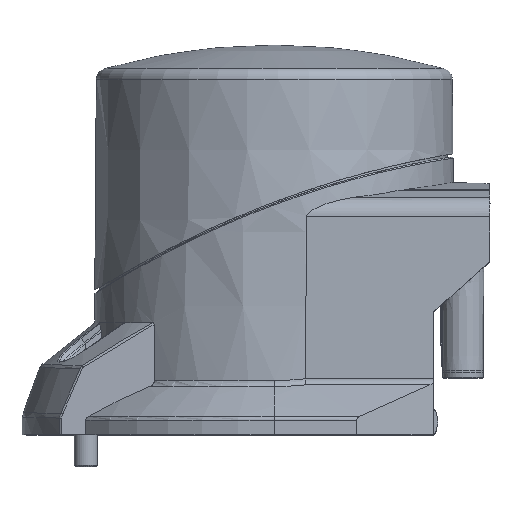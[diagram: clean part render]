
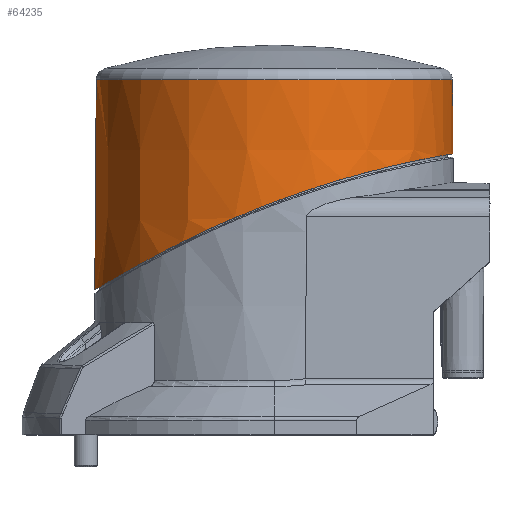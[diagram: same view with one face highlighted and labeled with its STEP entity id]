
A CAD part, top view. The second image highlights one B-rep face of the part: STEP entity #64235.
In plain terms, the highlighted conical face has half-angle 0.409 degrees and reference radius 37.922 mm.
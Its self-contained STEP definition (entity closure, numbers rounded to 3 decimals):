
#17341=DIRECTION('',(0.007,-1.,0.));
#17342=VECTOR('',#17341,15.666);
#17343=CARTESIAN_POINT('',(-27.647,75.286,
-0.871));
#17344=LINE('',#17343,#17342);
#17345=CARTESIAN_POINT('',(-27.535,59.621,
-0.874));
#17346=CARTESIAN_POINT('',(-27.519,59.621,
-0.185));
#17347=CARTESIAN_POINT('',(-27.525,59.614,
1.193));
#17348=CARTESIAN_POINT('',(-27.646,59.587,3.259));
#17349=CARTESIAN_POINT('',(-27.879,59.542,
5.311));
#17350=CARTESIAN_POINT('',(-28.225,59.477,
7.35));
#17351=CARTESIAN_POINT('',(-28.68,59.394,
9.364));
#17352=CARTESIAN_POINT('',(-29.243,59.291,
11.35));
#17353=CARTESIAN_POINT('',(-29.914,59.167,
13.303));
#17354=CARTESIAN_POINT('',(-30.689,59.022,
15.213));
#17355=CARTESIAN_POINT('',(-31.567,58.855,
17.079));
#17356=CARTESIAN_POINT('',(-32.543,58.666,
18.892));
#17357=CARTESIAN_POINT('',(-33.615,58.452,
20.647));
#17358=CARTESIAN_POINT('',(-34.78,58.214,
22.34));
#17359=CARTESIAN_POINT('',(-36.032,57.95,
23.966));
#17360=CARTESIAN_POINT('',(-37.369,57.659,
25.519));
#17361=CARTESIAN_POINT('',(-38.787,57.341,
26.998));
#17362=CARTESIAN_POINT('',(-40.283,56.993,
28.399));
#17363=CARTESIAN_POINT('',(-41.854,56.616,
29.718));
#17364=CARTESIAN_POINT('',(-43.495,56.207,
30.951));
#17365=CARTESIAN_POINT('',(-45.204,55.767,
32.096));
#17366=CARTESIAN_POINT('',(-46.974,55.294,
33.148));
#17367=CARTESIAN_POINT('',(-48.799,54.788,
34.102));
#17368=CARTESIAN_POINT('',(-50.677,54.249,
34.958));
#17369=CARTESIAN_POINT('',(-52.601,53.676,
35.712));
#17370=CARTESIAN_POINT('',(-54.569,53.069,
36.362));
#17371=CARTESIAN_POINT('',(-56.576,52.428,
36.905));
#17372=CARTESIAN_POINT('',(-58.62,51.752,
37.34));
#17373=CARTESIAN_POINT('',(-60.694,51.041,
37.663));
#17374=CARTESIAN_POINT('',(-62.792,50.297,
37.872));
#17375=CARTESIAN_POINT('',(-64.911,49.519,
37.964));
#17376=CARTESIAN_POINT('',(-67.04,48.712,
37.938));
#17377=CARTESIAN_POINT('',(-69.173,47.876,
37.791));
#17378=CARTESIAN_POINT('',(-71.304,47.014,
37.524));
#17379=CARTESIAN_POINT('',(-73.426,46.128,
37.135));
#17380=CARTESIAN_POINT('',(-75.53,45.223,
36.623));
#17381=CARTESIAN_POINT('',(-77.607,44.303,
35.992));
#17382=CARTESIAN_POINT('',(-79.65,43.372,
35.24));
#17383=CARTESIAN_POINT('',(-81.65,42.435,
34.371));
#17384=CARTESIAN_POINT('',(-83.593,41.501,
33.391));
#17385=CARTESIAN_POINT('',(-85.476,40.574,
32.302));
#17386=CARTESIAN_POINT('',(-87.286,39.66,
31.111));
#17387=CARTESIAN_POINT('',(-89.016,38.769,
29.827));
#17388=CARTESIAN_POINT('',(-90.659,37.904,
28.457));
#17389=CARTESIAN_POINT('',(-92.209,37.072,
27.009));
#17390=CARTESIAN_POINT('',(-93.663,36.279,
25.492));
#17391=CARTESIAN_POINT('',(-95.017,35.529,
23.914));
#17392=CARTESIAN_POINT('',(-96.269,34.825,
22.281));
#17393=CARTESIAN_POINT('',(-97.418,34.173,
20.605));
#17394=CARTESIAN_POINT('',(-98.459,33.575,
18.896));
#17395=CARTESIAN_POINT('',(-99.397,33.033,
17.159));
#17396=CARTESIAN_POINT('',(-100.233,32.548,
15.4));
#17397=CARTESIAN_POINT('',(-100.968,32.119,
13.622));
#17398=CARTESIAN_POINT('',(-101.607,31.748,
11.828));
#17399=CARTESIAN_POINT('',(-102.15,31.434,
10.021));
#17400=CARTESIAN_POINT('',(-102.6,31.177,
8.204));
#17401=CARTESIAN_POINT('',(-102.957,30.978,
6.379));
#17402=CARTESIAN_POINT('',(-103.223,30.835,
4.548));
#17403=CARTESIAN_POINT('',(-103.4,30.75,
2.713));
#17404=CARTESIAN_POINT('',(-103.457,30.731,
1.49));
#17405=CARTESIAN_POINT('',(-103.471,30.731,
0.879));
#17407=CARTESIAN_POINT('',(-65.4,75.286,0.));
#17408=DIRECTION('',(0.,-1.,0.));
#17409=DIRECTION('',(1.,0.,-0.023));
#17410=AXIS2_PLACEMENT_3D('',#17407,#17408,#17409);
#17447=DIRECTION('',(-0.007,-1.,0.));
#17448=VECTOR('',#17447,44.556);
#17449=CARTESIAN_POINT('',(-103.153,75.286,
0.871));
#17450=LINE('',#17449,#17448);
#17511=CARTESIAN_POINT('',(-27.535,59.621,
-0.874));
#35449=CARTESIAN_POINT('',(-27.647,75.286,
-0.871));
#35450=VERTEX_POINT('',#35449);
#35451=CARTESIAN_POINT('',(-103.153,75.286,
0.871));
#35452=VERTEX_POINT('',#35451);
#35453=CARTESIAN_POINT('',(-103.471,30.731,
0.879));
#35454=VERTEX_POINT('',#35453);
#35455=VERTEX_POINT('',#17511);
#64221=CARTESIAN_POINT('',(-65.4,53.009,0.));
#64222=DIRECTION('',(0.,-1.,0.));
#64223=DIRECTION('',(-1.,0.,0.023));
#64224=AXIS2_PLACEMENT_3D('',#64221,#64222,#64223);
#64225=CONICAL_SURFACE('',#64224,37.922,0.409);
#64227=ORIENTED_EDGE('',*,*,#64226,.F.);
#64229=ORIENTED_EDGE('',*,*,#64228,.T.);
#64230=ORIENTED_EDGE('',*,*,#64187,.T.);
#64232=ORIENTED_EDGE('',*,*,#64231,.F.);
#64233=EDGE_LOOP('',(#64227,#64229,#64230,#64232));
#64234=FACE_OUTER_BOUND('',#64233,.F.);
#64235=ADVANCED_FACE('',(#64234),#64225,.T.);
#17406=B_SPLINE_CURVE_WITH_KNOTS('',3,(#17345,#17346,#17347,#17348,#17349,
#17350,#17351,#17352,#17353,#17354,#17355,#17356,#17357,#17358,#17359,#17360,
#17361,#17362,#17363,#17364,#17365,#17366,#17367,#17368,#17369,#17370,#17371,
#17372,#17373,#17374,#17375,#17376,#17377,#17378,#17379,#17380,#17381,#17382,
#17383,#17384,#17385,#17386,#17387,#17388,#17389,#17390,#17391,#17392,#17393,
#17394,#17395,#17396,#17397,#17398,#17399,#17400,#17401,#17402,#17403,#17404,
#17405),.UNSPECIFIED.,.F.,.F.,(4,1,1,1,1,1,1,1,1,1,1,1,1,1,1,1,1,1,1,1,1,1,1,1,
1,1,1,1,1,1,1,1,1,1,1,1,1,1,1,1,1,1,1,1,1,1,1,1,1,1,1,1,1,1,1,1,1,1,4),(0.,
0.017,0.034,0.052,0.069,
0.086,0.103,0.121,0.138,
0.155,0.172,0.19,0.207,
0.224,0.241,0.259,0.276,
0.293,0.31,0.328,0.345,
0.362,0.379,0.397,0.414,
0.431,0.448,0.466,0.483,0.5,
0.517,0.534,0.552,0.569,
0.586,0.603,0.621,0.638,
0.655,0.672,0.69,0.707,
0.724,0.741,0.759,0.776,
0.793,0.81,0.828,0.845,
0.862,0.879,0.897,0.914,
0.931,0.948,0.966,0.983,1.),
.UNSPECIFIED.);
#17411=CIRCLE('',#17410,37.763);
#64187=EDGE_CURVE('',#35455,#35454,#17406,.T.);
#64226=EDGE_CURVE('',#35450,#35452,#17411,.T.);
#64228=EDGE_CURVE('',#35450,#35455,#17344,.T.);
#64231=EDGE_CURVE('',#35452,#35454,#17450,.T.);
